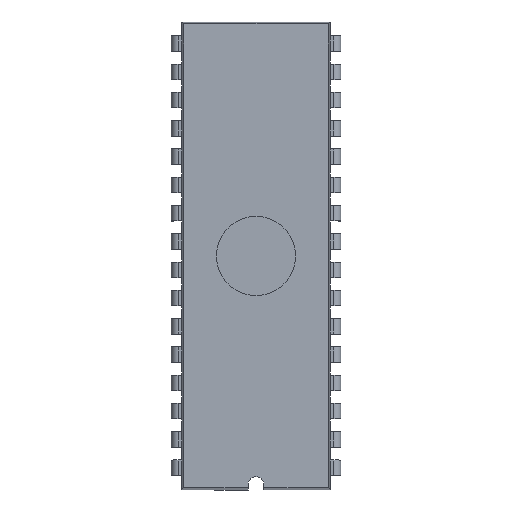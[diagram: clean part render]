
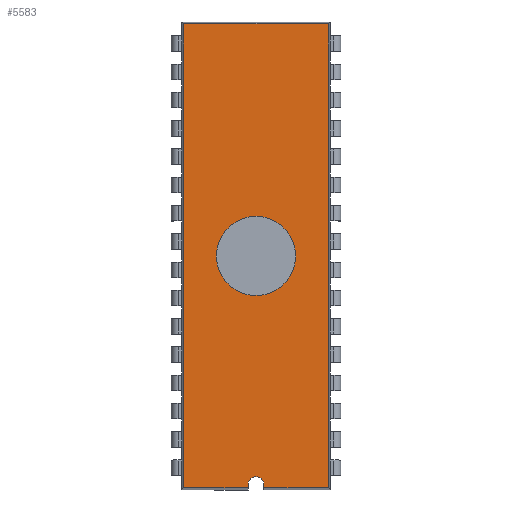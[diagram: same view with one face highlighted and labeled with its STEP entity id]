
A CAD part, top view. The second image highlights one B-rep face of the part: STEP entity #5583.
In plain terms, the highlighted planar face has unit normal (0, 0, 1).
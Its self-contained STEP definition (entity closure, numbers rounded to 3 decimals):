
#5576 = EDGE_CURVE ( 'NONE', #5748, #5578, #14237, .T. ) ;
#5578 = VERTEX_POINT ( 'NONE', #14232 ) ;
#5583 = ADVANCED_FACE ( 'NONE', ( #14300, #14299 ), #14186, .T. ) ;
#5585 = EDGE_LOOP ( 'NONE', ( #5604, #5606 ) ) ;
#5587 = ORIENTED_EDGE ( 'NONE', *, *, #5589, .T. ) ;
#5589 = EDGE_CURVE ( 'NONE', #5768, #5770, #14178, .T. ) ;
#5591 = ORIENTED_EDGE ( 'NONE', *, *, #5593, .F. ) ;
#5593 = EDGE_CURVE ( 'NONE', #5594, #5770, #14171, .T. ) ;
#5594 = VERTEX_POINT ( 'NONE', #14167 ) ;
#5604 = ORIENTED_EDGE ( 'NONE', *, *, #5605, .F. ) ;
#5605 = EDGE_CURVE ( 'NONE', #5578, #5748, #14216, .T. ) ;
#5606 = ORIENTED_EDGE ( 'NONE', *, *, #5576, .F. ) ;
#5607 = EDGE_LOOP ( 'NONE', ( #5608, #5741, #5758, #5764, #5587, #5591, #6107, #5909 ) ) ;
#5608 = ORIENTED_EDGE ( 'NONE', *, *, #5609, .T. ) ;
#5609 = EDGE_CURVE ( 'NONE', #5739, #5740, #14211, .T. ) ;
#5739 = VERTEX_POINT ( 'NONE', #14535 ) ;
#5740 = VERTEX_POINT ( 'NONE', #14534 ) ;
#5741 = ORIENTED_EDGE ( 'NONE', *, *, #5742, .T. ) ;
#5742 = EDGE_CURVE ( 'NONE', #5740, #5755, #14533, .T. ) ;
#5748 = VERTEX_POINT ( 'NONE', #14603 ) ;
#5755 = VERTEX_POINT ( 'NONE', #14587 ) ;
#5758 = ORIENTED_EDGE ( 'NONE', *, *, #5760, .T. ) ;
#5760 = EDGE_CURVE ( 'NONE', #5755, #5762, #14521, .T. ) ;
#5762 = VERTEX_POINT ( 'NONE', #14516 ) ;
#5764 = ORIENTED_EDGE ( 'NONE', *, *, #5766, .T. ) ;
#5766 = EDGE_CURVE ( 'NONE', #5762, #5768, #14511, .T. ) ;
#5768 = VERTEX_POINT ( 'NONE', #14673 ) ;
#5770 = VERTEX_POINT ( 'NONE', #14671 ) ;
#5909 = ORIENTED_EDGE ( 'NONE', *, *, #5911, .T. ) ;
#5911 = EDGE_CURVE ( 'NONE', #6110, #5739, #14916, .T. ) ;
#6107 = ORIENTED_EDGE ( 'NONE', *, *, #6109, .F. ) ;
#6109 = EDGE_CURVE ( 'NONE', #6110, #5594, #15158, .T. ) ;
#6110 = VERTEX_POINT ( 'NONE', #15154 ) ;
#14167 = CARTESIAN_POINT ( 'NONE',  ( 6.5, 20.84, 5.72 ) ) ;
#14168 = DIRECTION ( 'NONE',  ( 0., -1., 0. ) ) ;
#14169 = VECTOR ( 'NONE', #14168, 1000. ) ;
#14170 = CARTESIAN_POINT ( 'NONE',  ( 6.5, 21.02, 5.72 ) ) ;
#14171 = LINE ( 'NONE', #14170, #14169 ) ;
#14172 = DIRECTION ( 'NONE',  ( 1., 0., 0. ) ) ;
#14173 = VECTOR ( 'NONE', #14172, 1000. ) ;
#14174 = CARTESIAN_POINT ( 'NONE',  ( -6.68, -20.84, 5.72 ) ) ;
#14178 = LINE ( 'NONE', #14174, #14173 ) ;
#14181 = DIRECTION ( 'NONE',  ( 1., 0., 0. ) ) ;
#14182 = DIRECTION ( 'NONE',  ( 0., 0., 1. ) ) ;
#14183 = CARTESIAN_POINT ( 'NONE',  ( 6.5, 21.02, 5.72 ) ) ;
#14184 = AXIS2_PLACEMENT_3D ( 'NONE', #14183, #14182, #14181 ) ;
#14186 = PLANE ( 'NONE',  #14184 ) ;
#14208 = DIRECTION ( 'NONE',  ( 1., 0., 0. ) ) ;
#14209 = VECTOR ( 'NONE', #14208, 1000. ) ;
#14210 = CARTESIAN_POINT ( 'NONE',  ( -6.68, -20.84, 5.72 ) ) ;
#14211 = LINE ( 'NONE', #14210, #14209 ) ;
#14212 = DIRECTION ( 'NONE',  ( 1., 0., 0. ) ) ;
#14213 = DIRECTION ( 'NONE',  ( 0., 0., 1. ) ) ;
#14214 = CARTESIAN_POINT ( 'NONE',  ( 0., 0., 5.72 ) ) ;
#14215 = AXIS2_PLACEMENT_3D ( 'NONE', #14214, #14213, #14212 ) ;
#14216 = CIRCLE ( 'NONE', #14215, 3.556 ) ;
#14232 = CARTESIAN_POINT ( 'NONE',  ( -3.556, 0., 5.72 ) ) ;
#14233 = DIRECTION ( 'NONE',  ( 1., 0., 0. ) ) ;
#14234 = DIRECTION ( 'NONE',  ( 0., 0., 1. ) ) ;
#14235 = CARTESIAN_POINT ( 'NONE',  ( 0., 0., 5.72 ) ) ;
#14236 = AXIS2_PLACEMENT_3D ( 'NONE', #14235, #14234, #14233 ) ;
#14237 = CIRCLE ( 'NONE', #14236, 3.556 ) ;
#14299 = FACE_OUTER_BOUND ( 'NONE', #5607, .T. ) ;
#14300 = FACE_BOUND ( 'NONE', #5585, .T. ) ;
#14508 = DIRECTION ( 'NONE',  ( 0., -1., 0. ) ) ;
#14509 = VECTOR ( 'NONE', #14508, 1000. ) ;
#14510 = CARTESIAN_POINT ( 'NONE',  ( 0.7, -20.52, 5.72 ) ) ;
#14511 = LINE ( 'NONE', #14510, #14509 ) ;
#14516 = CARTESIAN_POINT ( 'NONE',  ( 0.7, -20.52, 5.72 ) ) ;
#14517 = DIRECTION ( 'NONE',  ( -1., 0., 0. ) ) ;
#14518 = DIRECTION ( 'NONE',  ( 0., 0., -1. ) ) ;
#14519 = CARTESIAN_POINT ( 'NONE',  ( 0., -20.52, 5.72 ) ) ;
#14520 = AXIS2_PLACEMENT_3D ( 'NONE', #14519, #14518, #14517 ) ;
#14521 = CIRCLE ( 'NONE', #14520, 0.7 ) ;
#14530 = DIRECTION ( 'NONE',  ( 0., 1., 0. ) ) ;
#14531 = VECTOR ( 'NONE', #14530, 1000. ) ;
#14532 = CARTESIAN_POINT ( 'NONE',  ( -0.7, -21.02, 5.72 ) ) ;
#14533 = LINE ( 'NONE', #14532, #14531 ) ;
#14534 = CARTESIAN_POINT ( 'NONE',  ( -0.7, -20.84, 5.72 ) ) ;
#14535 = CARTESIAN_POINT ( 'NONE',  ( -6.5, -20.84, 5.72 ) ) ;
#14587 = CARTESIAN_POINT ( 'NONE',  ( -0.7, -20.52, 5.72 ) ) ;
#14603 = CARTESIAN_POINT ( 'NONE',  ( 3.556, 0., 5.72 ) ) ;
#14671 = CARTESIAN_POINT ( 'NONE',  ( 6.5, -20.84, 5.72 ) ) ;
#14673 = CARTESIAN_POINT ( 'NONE',  ( 0.7, -20.84, 5.72 ) ) ;
#14910 = DIRECTION ( 'NONE',  ( 0., -1., 0. ) ) ;
#14911 = VECTOR ( 'NONE', #14910, 1000. ) ;
#14912 = CARTESIAN_POINT ( 'NONE',  ( -6.5, 21.02, 5.72 ) ) ;
#14916 = LINE ( 'NONE', #14912, #14911 ) ;
#15154 = CARTESIAN_POINT ( 'NONE',  ( -6.5, 20.84, 5.72 ) ) ;
#15155 = DIRECTION ( 'NONE',  ( 1., 0., 0. ) ) ;
#15156 = VECTOR ( 'NONE', #15155, 1000. ) ;
#15157 = CARTESIAN_POINT ( 'NONE',  ( -6.68, 20.84, 5.72 ) ) ;
#15158 = LINE ( 'NONE', #15157, #15156 ) ;
